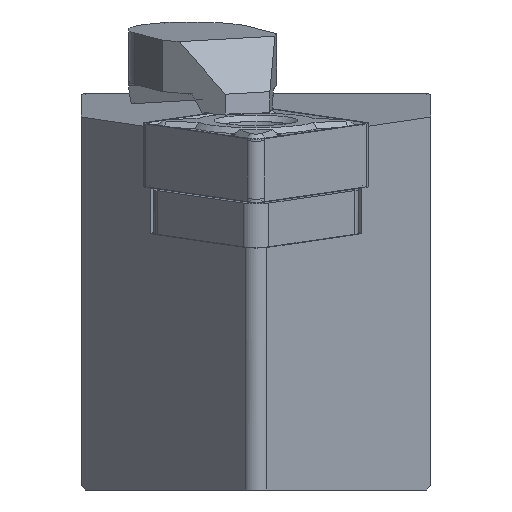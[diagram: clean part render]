
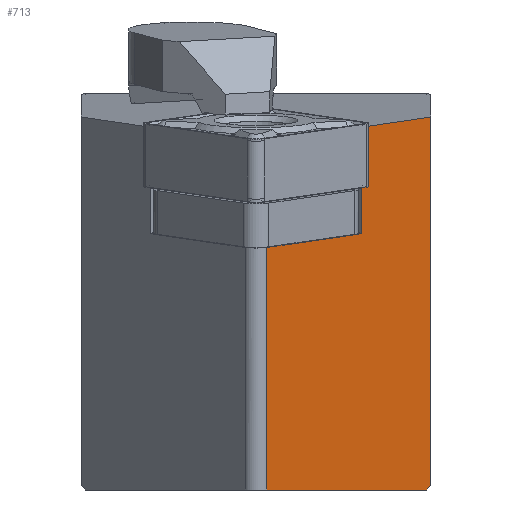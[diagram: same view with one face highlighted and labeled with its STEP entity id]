
A CAD part, left-side view. The second image highlights one B-rep face of the part: STEP entity #713.
In plain terms, the highlighted planar face has unit normal (-0.638, -0.766, -0.078).
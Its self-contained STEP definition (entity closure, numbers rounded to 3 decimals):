
#598=FACE_OUTER_BOUND('',#1030,.T.);
#713=ADVANCED_FACE('',(#598),#839,.F.);
#839=PLANE('',#2760);
#1030=EDGE_LOOP('',(#1186,#1187,#1188,#1189,#1190,#1191,#1192,#1193));
#1186=ORIENTED_EDGE('',*,*,#2014,.F.);
#1187=ORIENTED_EDGE('',*,*,#2009,.F.);
#1188=ORIENTED_EDGE('',*,*,#2015,.F.);
#1189=ORIENTED_EDGE('',*,*,#2016,.F.);
#1190=ORIENTED_EDGE('',*,*,#2017,.F.);
#1191=ORIENTED_EDGE('',*,*,#2018,.F.);
#1192=ORIENTED_EDGE('',*,*,#2019,.F.);
#1193=ORIENTED_EDGE('',*,*,#1998,.F.);
#1794=VERTEX_POINT('',#3600);
#1795=VERTEX_POINT('',#3602);
#1804=VERTEX_POINT('',#3622);
#1806=VERTEX_POINT('',#3625);
#1810=VERTEX_POINT('',#3637);
#1811=VERTEX_POINT('',#3639);
#1812=VERTEX_POINT('',#3641);
#1813=VERTEX_POINT('',#3643);
#1998=EDGE_CURVE('',#1794,#1795,#2310,.T.);
#2009=EDGE_CURVE('',#1804,#1806,#2318,.T.);
#2014=EDGE_CURVE('',#1806,#1794,#2322,.T.);
#2015=EDGE_CURVE('',#1810,#1804,#2323,.T.);
#2016=EDGE_CURVE('',#1811,#1810,#2324,.T.);
#2017=EDGE_CURVE('',#1812,#1811,#2325,.T.);
#2018=EDGE_CURVE('',#1813,#1812,#2326,.T.);
#2019=EDGE_CURVE('',#1795,#1813,#2327,.T.);
#2310=LINE('',#3601,#2532);
#2318=LINE('',#3624,#2540);
#2322=LINE('',#3635,#2544);
#2323=LINE('',#3636,#2545);
#2324=LINE('',#3638,#2546);
#2325=LINE('',#3640,#2547);
#2326=LINE('',#3642,#2548);
#2327=LINE('',#3644,#2549);
#2532=VECTOR('',#2963,1.);
#2540=VECTOR('',#2979,1.);
#2544=VECTOR('',#2989,1.);
#2545=VECTOR('',#2990,1.);
#2546=VECTOR('',#2991,1.);
#2547=VECTOR('',#2992,1.);
#2548=VECTOR('',#2993,1.);
#2549=VECTOR('',#2994,1.);
#2760=AXIS2_PLACEMENT_3D('',#3645,#2995,#2996);
#2963=DIRECTION('',(0.76,-0.643,0.093));
#2979=DIRECTION('',(0.76,-0.643,0.093));
#2989=DIRECTION('',(-0.122,0.,0.993));
#2990=DIRECTION('',(0.76,-0.643,0.093));
#2991=DIRECTION('',(-0.122,0.,0.993));
#2992=DIRECTION('',(-0.768,0.64,0.));
#2993=DIRECTION('',(-0.606,0.562,-0.562));
#2994=DIRECTION('',(0.122,0.,-0.993));
#2995=DIRECTION('',(0.638,0.766,0.078));
#2996=DIRECTION('',(-0.768,0.64,0.));
#3600=CARTESIAN_POINT('',(9.996,-20.071,0.925));
#3601=CARTESIAN_POINT('',(15.826,-25.,1.641));
#3602=CARTESIAN_POINT('',(15.826,-25.,1.641));
#3622=CARTESIAN_POINT('',(10.639,-19.828,-6.693));
#3624=CARTESIAN_POINT('',(16.757,-25.,-5.942));
#3625=CARTESIAN_POINT('',(10.927,-20.071,-6.658));
#3635=CARTESIAN_POINT('',(14.834,-20.071,-38.479));
#3636=CARTESIAN_POINT('',(16.757,-25.,-5.942));
#3637=CARTESIAN_POINT('',(2.877,-13.266,-7.646));
#3638=CARTESIAN_POINT('',(6.785,-13.266,-39.467));
#3639=CARTESIAN_POINT('',(5.008,-13.266,-25.));
#3640=CARTESIAN_POINT('',(20.023,-25.771,-25.));
#3641=CARTESIAN_POINT('',(18.737,-24.7,-25.));
#3642=CARTESIAN_POINT('',(15.196,-21.415,-28.285));
#3643=CARTESIAN_POINT('',(19.06,-25.,-24.7));
#3644=CARTESIAN_POINT('',(20.664,-25.,-37.763));
#3645=CARTESIAN_POINT('',(20.664,-25.,-37.763));
